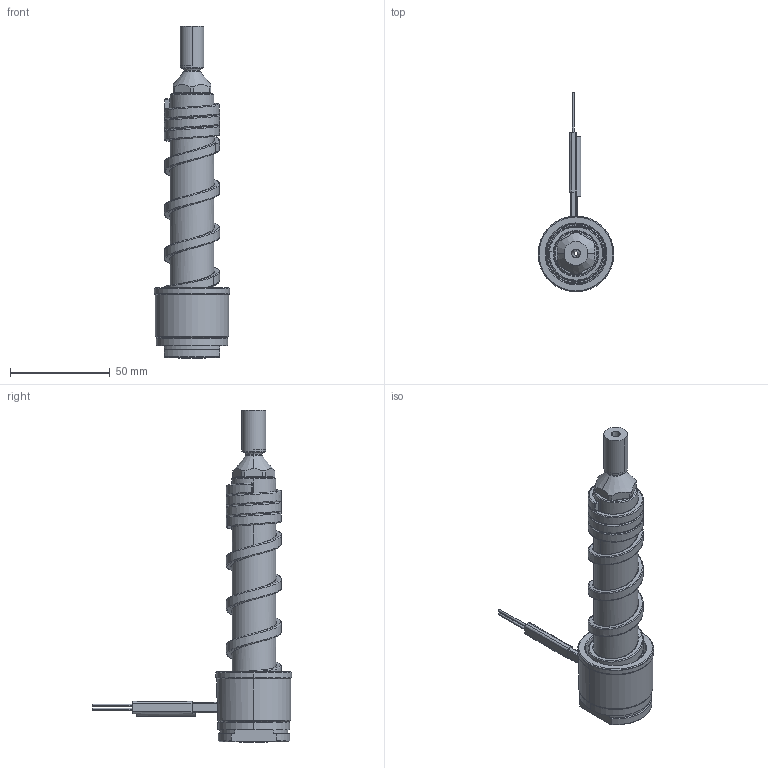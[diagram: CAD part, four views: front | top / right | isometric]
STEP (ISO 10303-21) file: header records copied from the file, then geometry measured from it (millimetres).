
FILE_DESCRIPTION((''),'2;1');
FILE_NAME('LS-146-APO-H','2014-06-09T',('Íàòàëüÿ'),('IMID'),'PRO/ENGINEER BY PARAMETRIC TECHNOLOGY CORPORATION, 2010180','PRO/ENGINEER BY PARAMETRIC TECHNOLOGY CORPORATION, 2010180','');
FILE_SCHEMA(('CONFIG_CONTROL_DESIGN'));
Length unit declared in the file: millimetre
Products named in the file (1): LS-146-APO-H
Bounding box: 38 x 100 x 166.2 mm (x, y, z)
Volume: 75089.8 mm3; surface area: 33420.7 mm2
Topology: 1 solids, 8 shells, 293 faces, 757 edges, 455 vertices
Faces by surface type: cylinder 96, bspline 54, cone 50, plane 47, torus 27, revolution 9, extrusion 8, sphere 2
Entity records: 17662 total; most frequent: CARTESIAN_POINT 10883, ORIENTED_EDGE 1474, DIRECTION 1291, EDGE_CURVE 749, AXIS2_PLACEMENT_3D 507, VERTEX_POINT 455, EDGE_LOOP 314, FACE_OUTER_BOUND 293
